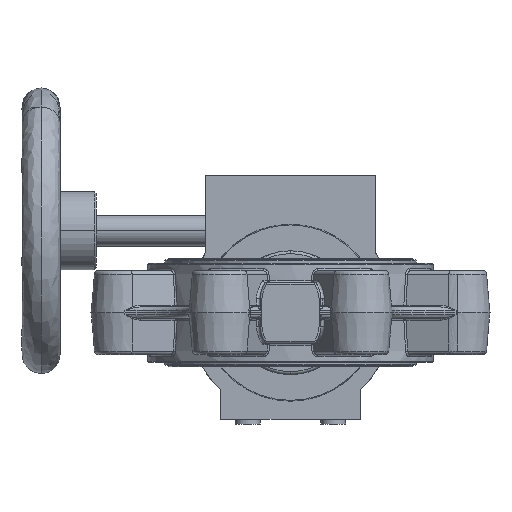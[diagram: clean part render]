
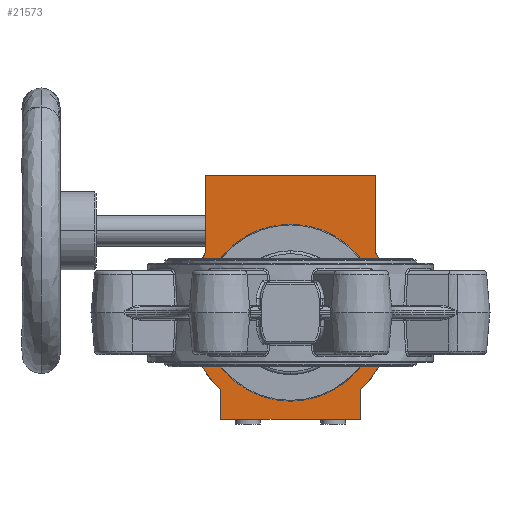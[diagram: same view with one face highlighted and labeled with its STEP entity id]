
A CAD part, front view. The second image highlights one B-rep face of the part: STEP entity #21573.
In plain terms, the highlighted planar face has unit normal (0, -1, 0).
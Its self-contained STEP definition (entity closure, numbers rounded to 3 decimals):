
#1481 = EDGE_CURVE ( 'NONE', #3328, #6425, #36315, .T. ) ;
#1699 = ORIENTED_EDGE ( 'NONE', *, *, #21589, .T. ) ;
#1768 = VERTEX_POINT ( 'NONE', #47212 ) ;
#1963 = VERTEX_POINT ( 'NONE', #28213 ) ;
#2047 = ORIENTED_EDGE ( 'NONE', *, *, #42269, .T. ) ;
#2178 = DIRECTION ( 'NONE',  ( -1., 0., 0. ) ) ;
#2206 = DIRECTION ( 'NONE',  ( 0., 0., 1. ) ) ;
#2228 = EDGE_CURVE ( 'NONE', #14248, #46917, #23167, .T. ) ;
#2429 = CARTESIAN_POINT ( 'NONE',  ( 0., 178., -56. ) ) ;
#3328 = VERTEX_POINT ( 'NONE', #24893 ) ;
#3542 = AXIS2_PLACEMENT_3D ( 'NONE', #13273, #17477, #13772 ) ;
#4164 = CIRCLE ( 'NONE', #28741, 46.5 ) ;
#5183 = LINE ( 'NONE', #40598, #39276 ) ;
#5422 = AXIS2_PLACEMENT_3D ( 'NONE', #9186, #44120, #2178 ) ;
#5505 = EDGE_CURVE ( 'NONE', #18253, #41215, #30679, .T. ) ;
#6425 = VERTEX_POINT ( 'NONE', #42440 ) ;
#6459 = EDGE_CURVE ( 'NONE', #48977, #33717, #42681, .T. ) ;
#6767 = DIRECTION ( 'NONE',  ( 0., 1., 0. ) ) ;
#7013 = EDGE_CURVE ( 'NONE', #44181, #1768, #40840, .T. ) ;
#7031 = AXIS2_PLACEMENT_3D ( 'NONE', #18056, #7287, #14189 ) ;
#7287 = DIRECTION ( 'NONE',  ( 0., 1., 0. ) ) ;
#7389 = FACE_BOUND ( 'NONE', #9080, .T. ) ;
#9000 = CARTESIAN_POINT ( 'NONE',  ( 37., 178., -40.694 ) ) ;
#9080 = EDGE_LOOP ( 'NONE', ( #19392, #2047 ) ) ;
#9186 = CARTESIAN_POINT ( 'NONE',  ( 0., 178., 0. ) ) ;
#9248 = CARTESIAN_POINT ( 'NONE',  ( 44.5, 178., 0. ) ) ;
#9258 = ORIENTED_EDGE ( 'NONE', *, *, #36532, .F. ) ;
#9415 = DIRECTION ( 'NONE',  ( 0., 0., -1. ) ) ;
#10993 = VECTOR ( 'NONE', #37134, 1000. ) ;
#11635 = VERTEX_POINT ( 'NONE', #27377 ) ;
#12127 = EDGE_CURVE ( 'NONE', #6425, #33717, #43509, .T. ) ;
#12232 = LINE ( 'NONE', #9248, #26559 ) ;
#12627 = EDGE_CURVE ( 'NONE', #11635, #18253, #36329, .T. ) ;
#12869 = LINE ( 'NONE', #29086, #45752 ) ;
#13064 = EDGE_CURVE ( 'NONE', #48970, #15282, #30999, .T. ) ;
#13273 = CARTESIAN_POINT ( 'NONE',  ( 0., 178., 0. ) ) ;
#13478 = CARTESIAN_POINT ( 'NONE',  ( 36.5, 178., -56. ) ) ;
#13772 = DIRECTION ( 'NONE',  ( 1., 0., 0. ) ) ;
#14189 = DIRECTION ( 'NONE',  ( 1., 0., 0. ) ) ;
#14248 = VERTEX_POINT ( 'NONE', #41635 ) ;
#14413 = CARTESIAN_POINT ( 'NONE',  ( -36.664, 178., -40.324 ) ) ;
#15282 = VERTEX_POINT ( 'NONE', #19121 ) ;
#17477 = DIRECTION ( 'NONE',  ( 0., -1., 0. ) ) ;
#17784 = CARTESIAN_POINT ( 'NONE',  ( 0., 178., 0. ) ) ;
#18056 = CARTESIAN_POINT ( 'NONE',  ( 0., 178., 0. ) ) ;
#18253 = VERTEX_POINT ( 'NONE', #24136 ) ;
#18425 = EDGE_CURVE ( 'NONE', #41215, #48977, #5183, .T. ) ;
#18851 = CARTESIAN_POINT ( 'NONE',  ( 0., 178., 0. ) ) ;
#19121 = CARTESIAN_POINT ( 'NONE',  ( 46.5, 178., 0. ) ) ;
#19141 = ORIENTED_EDGE ( 'NONE', *, *, #6459, .T. ) ;
#19162 = CARTESIAN_POINT ( 'NONE',  ( -27., 178., 72. ) ) ;
#19392 = ORIENTED_EDGE ( 'NONE', *, *, #13064, .T. ) ;
#19852 = AXIS2_PLACEMENT_3D ( 'NONE', #9000, #35885, #39713 ) ;
#19886 = DIRECTION ( 'NONE',  ( 1., 0., 0. ) ) ;
#20031 = FACE_OUTER_BOUND ( 'NONE', #23323, .T. ) ;
#20205 = CARTESIAN_POINT ( 'NONE',  ( -37., 178., -40.694 ) ) ;
#20370 = AXIS2_PLACEMENT_3D ( 'NONE', #32162, #31837, #39807 ) ;
#21041 = ORIENTED_EDGE ( 'NONE', *, *, #1481, .F. ) ;
#21550 = DIRECTION ( 'NONE',  ( 1., 0., 0. ) ) ;
#21573 = ADVANCED_FACE ( 'NONE', ( #7389, #20031 ), #36444, .T. ) ;
#21589 = EDGE_CURVE ( 'NONE', #3328, #1768, #12232, .T. ) ;
#21714 = DIRECTION ( 'NONE',  ( 0., 1., 0. ) ) ;
#22223 = CIRCLE ( 'NONE', #34732, 0.5 ) ;
#22364 = DIRECTION ( 'NONE',  ( -1., 0., 0. ) ) ;
#22994 = ORIENTED_EDGE ( 'NONE', *, *, #12127, .F. ) ;
#23167 = CIRCLE ( 'NONE', #20370, 0.5 ) ;
#23323 = EDGE_LOOP ( 'NONE', ( #19141, #22994, #21041, #1699, #46182, #31881, #23566, #30948, #9258, #31547, #42960, #37273, #43328 ) ) ;
#23566 = ORIENTED_EDGE ( 'NONE', *, *, #2228, .T. ) ;
#24032 = VERTEX_POINT ( 'NONE', #14413 ) ;
#24136 = CARTESIAN_POINT ( 'NONE',  ( -36.5, 178., -56. ) ) ;
#24171 = CARTESIAN_POINT ( 'NONE',  ( -36.5, 178., 0. ) ) ;
#24893 = CARTESIAN_POINT ( 'NONE',  ( 44.5, 178., 31.464 ) ) ;
#25685 = DIRECTION ( 'NONE',  ( 1., 0., 0. ) ) ;
#25797 = CARTESIAN_POINT ( 'NONE',  ( -44.5, 178., 72. ) ) ;
#26559 = VECTOR ( 'NONE', #28792, 1000. ) ;
#27377 = CARTESIAN_POINT ( 'NONE',  ( -36.5, 178., -40.694 ) ) ;
#28213 = CARTESIAN_POINT ( 'NONE',  ( -54.5, 178., 0. ) ) ;
#28741 = AXIS2_PLACEMENT_3D ( 'NONE', #18851, #6767, #22364 ) ;
#28752 = DIRECTION ( 'NONE',  ( 0., 0., 1. ) ) ;
#28792 = DIRECTION ( 'NONE',  ( 0., 0., 1. ) ) ;
#28811 = EDGE_CURVE ( 'NONE', #1963, #46917, #33641, .T. ) ;
#29086 = CARTESIAN_POINT ( 'NONE',  ( -44.5, 178., 72. ) ) ;
#30460 = EDGE_CURVE ( 'NONE', #24032, #11635, #22223, .T. ) ;
#30679 = LINE ( 'NONE', #2429, #10993 ) ;
#30948 = ORIENTED_EDGE ( 'NONE', *, *, #28811, .F. ) ;
#30999 = CIRCLE ( 'NONE', #5422, 46.5 ) ;
#31547 = ORIENTED_EDGE ( 'NONE', *, *, #30460, .T. ) ;
#31837 = DIRECTION ( 'NONE',  ( 0., 1., 0. ) ) ;
#31881 = ORIENTED_EDGE ( 'NONE', *, *, #36145, .F. ) ;
#32162 = CARTESIAN_POINT ( 'NONE',  ( -45., 178., 31.623 ) ) ;
#33265 = AXIS2_PLACEMENT_3D ( 'NONE', #44401, #44241, #21550 ) ;
#33641 = CIRCLE ( 'NONE', #45895, 54.5 ) ;
#33717 = VERTEX_POINT ( 'NONE', #47147 ) ;
#34365 = AXIS2_PLACEMENT_3D ( 'NONE', #44399, #21714, #25685 ) ;
#34732 = AXIS2_PLACEMENT_3D ( 'NONE', #20205, #35183, #19886 ) ;
#35183 = DIRECTION ( 'NONE',  ( 0., 1., 0. ) ) ;
#35885 = DIRECTION ( 'NONE',  ( 0., 1., 0. ) ) ;
#36038 = VECTOR ( 'NONE', #47365, 1000. ) ;
#36145 = EDGE_CURVE ( 'NONE', #14248, #44181, #12869, .T. ) ;
#36315 = CIRCLE ( 'NONE', #34365, 54.5 ) ;
#36329 = LINE ( 'NONE', #24171, #44772 ) ;
#36444 = PLANE ( 'NONE',  #3542 ) ;
#36532 = EDGE_CURVE ( 'NONE', #24032, #1963, #42753, .T. ) ;
#37134 = DIRECTION ( 'NONE',  ( 1., 0., 0. ) ) ;
#37273 = ORIENTED_EDGE ( 'NONE', *, *, #5505, .T. ) ;
#37667 = CARTESIAN_POINT ( 'NONE',  ( -46.5, 178., 0. ) ) ;
#39276 = VECTOR ( 'NONE', #2206, 1000. ) ;
#39713 = DIRECTION ( 'NONE',  ( 1., 0., 0. ) ) ;
#39807 = DIRECTION ( 'NONE',  ( 1., 0., 0. ) ) ;
#40598 = CARTESIAN_POINT ( 'NONE',  ( 36.5, 178., 0. ) ) ;
#40840 = LINE ( 'NONE', #19162, #36038 ) ;
#41215 = VERTEX_POINT ( 'NONE', #13478 ) ;
#41298 = CARTESIAN_POINT ( 'NONE',  ( -44.591, 178., 31.335 ) ) ;
#41635 = CARTESIAN_POINT ( 'NONE',  ( -44.5, 178., 31.623 ) ) ;
#42040 = CARTESIAN_POINT ( 'NONE',  ( 36.5, 178., -40.694 ) ) ;
#42269 = EDGE_CURVE ( 'NONE', #15282, #48970, #4164, .T. ) ;
#42440 = CARTESIAN_POINT ( 'NONE',  ( 54.5, 178., 0. ) ) ;
#42681 = CIRCLE ( 'NONE', #19852, 0.5 ) ;
#42753 = CIRCLE ( 'NONE', #7031, 54.5 ) ;
#42960 = ORIENTED_EDGE ( 'NONE', *, *, #12627, .T. ) ;
#43328 = ORIENTED_EDGE ( 'NONE', *, *, #18425, .T. ) ;
#43509 = CIRCLE ( 'NONE', #33265, 54.5 ) ;
#44120 = DIRECTION ( 'NONE',  ( 0., 1., 0. ) ) ;
#44181 = VERTEX_POINT ( 'NONE', #25797 ) ;
#44241 = DIRECTION ( 'NONE',  ( 0., 1., 0. ) ) ;
#44399 = CARTESIAN_POINT ( 'NONE',  ( 0., 178., 0. ) ) ;
#44401 = CARTESIAN_POINT ( 'NONE',  ( 0., 178., 0. ) ) ;
#44478 = DIRECTION ( 'NONE',  ( 1., 0., 0. ) ) ;
#44772 = VECTOR ( 'NONE', #9415, 1000. ) ;
#44815 = DIRECTION ( 'NONE',  ( 0., 1., 0. ) ) ;
#45752 = VECTOR ( 'NONE', #28752, 1000. ) ;
#45895 = AXIS2_PLACEMENT_3D ( 'NONE', #17784, #44815, #44478 ) ;
#46182 = ORIENTED_EDGE ( 'NONE', *, *, #7013, .F. ) ;
#46917 = VERTEX_POINT ( 'NONE', #41298 ) ;
#47147 = CARTESIAN_POINT ( 'NONE',  ( 36.664, 178., -40.324 ) ) ;
#47212 = CARTESIAN_POINT ( 'NONE',  ( 44.5, 178., 72. ) ) ;
#47365 = DIRECTION ( 'NONE',  ( 1., 0., 0. ) ) ;
#48970 = VERTEX_POINT ( 'NONE', #37667 ) ;
#48977 = VERTEX_POINT ( 'NONE', #42040 ) ;
